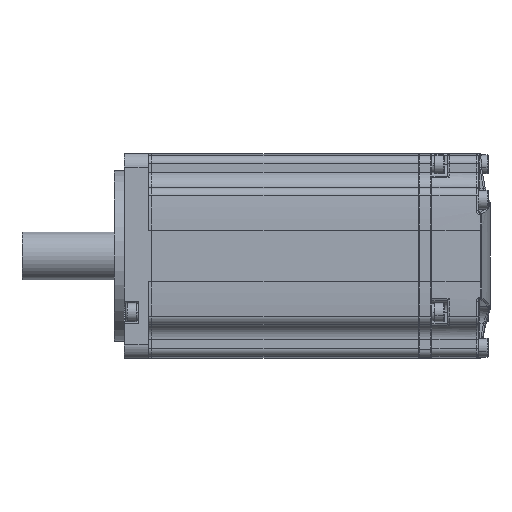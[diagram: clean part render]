
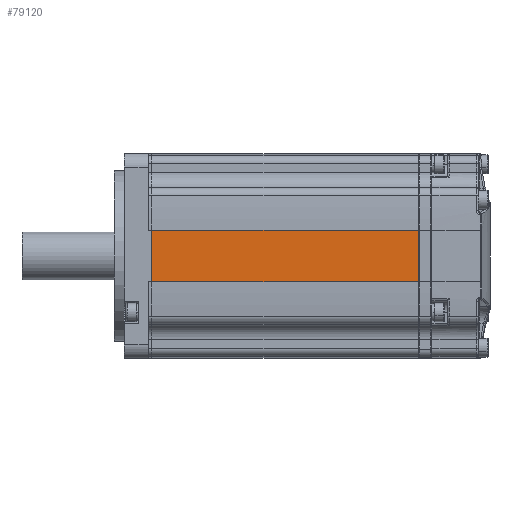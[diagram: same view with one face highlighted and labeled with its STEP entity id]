
A CAD part, front view. The second image highlights one B-rep face of the part: STEP entity #79120.
In plain terms, the highlighted planar face has unit normal (0, -1, 0).
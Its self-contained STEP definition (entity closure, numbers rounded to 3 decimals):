
#648 = ORIENTED_EDGE ( 'NONE', *, *, #53951, .T. ) ;
#2608 = CARTESIAN_POINT ( 'NONE',  ( -26.272, -23.873, 126. ) ) ;
#2983 = PLANE ( 'NONE',  #74238 ) ;
#4114 = VECTOR ( 'NONE', #64550, 1000. ) ;
#6900 = DIRECTION ( 'NONE',  ( -1., 0., 0. ) ) ;
#7854 = EDGE_CURVE ( 'NONE', #60885, #78284, #30407, .T. ) ;
#8461 = FACE_OUTER_BOUND ( 'NONE', #72052, .T. ) ;
#8923 = DIRECTION ( 'NONE',  ( 0., 0., -1. ) ) ;
#9509 = DIRECTION ( 'NONE',  ( 0., 1., 0. ) ) ;
#10811 = VERTEX_POINT ( 'NONE', #42232 ) ;
#13932 = EDGE_CURVE ( 'NONE', #10811, #78284, #75922, .T. ) ;
#19875 = CARTESIAN_POINT ( 'NONE',  ( 51.728, -23.873, 141. ) ) ;
#20413 = LINE ( 'NONE', #32266, #60579 ) ;
#25106 = ORIENTED_EDGE ( 'NONE', *, *, #50177, .F. ) ;
#27282 = CARTESIAN_POINT ( 'NONE',  ( 52.228, -23.873, 141. ) ) ;
#30407 = LINE ( 'NONE', #34401, #48388 ) ;
#32266 = CARTESIAN_POINT ( 'NONE',  ( 51.728, -23.873, 141. ) ) ;
#34401 = CARTESIAN_POINT ( 'NONE',  ( 52.228, -23.873, 126. ) ) ;
#42232 = CARTESIAN_POINT ( 'NONE',  ( -26.272, -23.873, 141. ) ) ;
#46964 = LINE ( 'NONE', #27282, #49070 ) ;
#48388 = VECTOR ( 'NONE', #6900, 1000. ) ;
#49070 = VECTOR ( 'NONE', #54474, 1000. ) ;
#50177 = EDGE_CURVE ( 'NONE', #83156, #60885, #20413, .T. ) ;
#51281 = CARTESIAN_POINT ( 'NONE',  ( -26.272, -23.873, 141. ) ) ;
#51650 = ORIENTED_EDGE ( 'NONE', *, *, #7854, .F. ) ;
#53951 = EDGE_CURVE ( 'NONE', #83156, #10811, #46964, .T. ) ;
#54474 = DIRECTION ( 'NONE',  ( -1., 0., 0. ) ) ;
#56501 = CARTESIAN_POINT ( 'NONE',  ( 52.228, -23.873, 141. ) ) ;
#60579 = VECTOR ( 'NONE', #66465, 1000. ) ;
#60885 = VERTEX_POINT ( 'NONE', #61206 ) ;
#61206 = CARTESIAN_POINT ( 'NONE',  ( 51.728, -23.873, 126. ) ) ;
#64550 = DIRECTION ( 'NONE',  ( 0., 0., -1. ) ) ;
#65592 = ORIENTED_EDGE ( 'NONE', *, *, #13932, .T. ) ;
#66465 = DIRECTION ( 'NONE',  ( 0., 0., -1. ) ) ;
#72052 = EDGE_LOOP ( 'NONE', ( #25106, #648, #65592, #51650 ) ) ;
#74238 = AXIS2_PLACEMENT_3D ( 'NONE', #56501, #9509, #8923 ) ;
#75922 = LINE ( 'NONE', #51281, #4114 ) ;
#78284 = VERTEX_POINT ( 'NONE', #2608 ) ;
#79120 = ADVANCED_FACE ( 'NONE', ( #8461 ), #2983, .F. ) ;
#83156 = VERTEX_POINT ( 'NONE', #19875 ) ;
